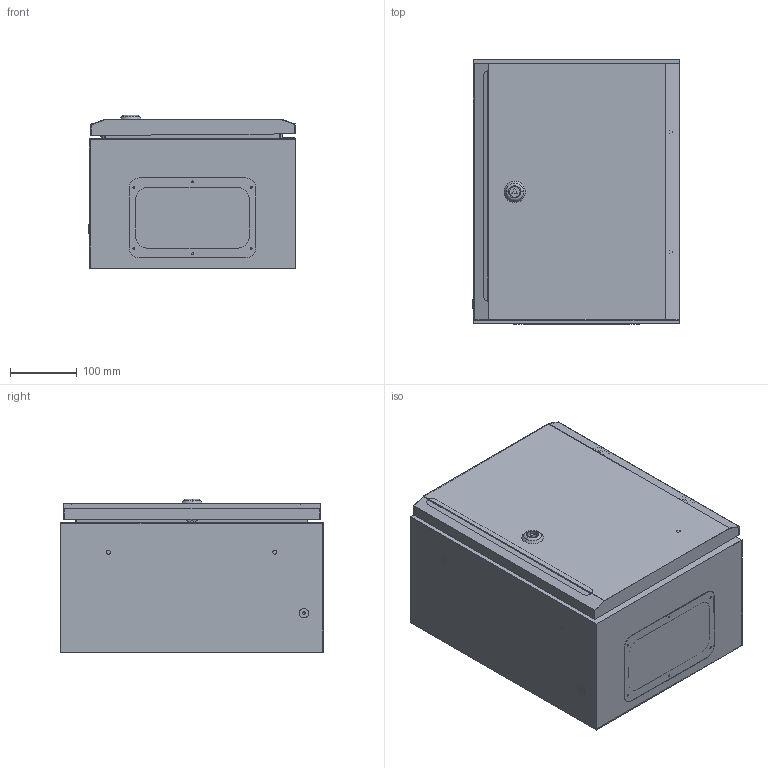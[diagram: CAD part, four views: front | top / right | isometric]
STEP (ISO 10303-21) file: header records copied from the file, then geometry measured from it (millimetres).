
FILE_DESCRIPTION (( 'STEP AP214' ), '1' );
FILE_NAME ('YKM42-01-31-P Êîðïóñ ìåòàëëè÷åñêèé ÙÌÏ-1-2 36 ÓÕË3 IP31 PRO.STEP', '2016-08-11T11:01:33', ( 'user' ), ( '' ), 'SwSTEP 2.0', 'SolidWorks 2014', '' );
FILE_SCHEMA (( 'AUTOMOTIVE_DESIGN' ));
Length unit declared in the file: millimetre
Products named in the file (3): Îáîëî÷êà ÙÌÏ-1-2 IP31; YKM42-01-31-P Êîðïóñ ìåòàëëè÷åñêèé ÙÌÏ-1-2 36 ÓÕË3 IP31 PRO; ﾄ粢 ﾙﾌﾏ-1-2 IP31
Assembly tree (2 placements, depth 2):
  YKM42-01-31-P Êîðïóñ ìåòàëëè÷åñêèé ÙÌÏ-1-2 36 ÓÕË3 IP31 PRO
    Îáîëî÷êà ÙÌÏ-1-2 IP31
    ﾄ粢 ﾙﾌﾏ-1-2 IP31
Bounding box: 311.58 x 396.4 x 230.59 mm (x, y, z)
Volume: 823654.7 mm3; surface area: 1442682.8 mm2
Topology: 14 solids, 14 shells, 635 faces, 1601 edges, 1013 vertices
Faces by surface type: plane 381, cylinder 183, cone 54, bspline 12, sphere 3, torus 2
Entity records: 19847 total; most frequent: CARTESIAN_POINT 4098, ORIENTED_EDGE 3196, DIRECTION 3097, EDGE_CURVE 1598, AXIS2_PLACEMENT_3D 1035, VECTOR 1027, LINE 1027, VERTEX_POINT 1012
